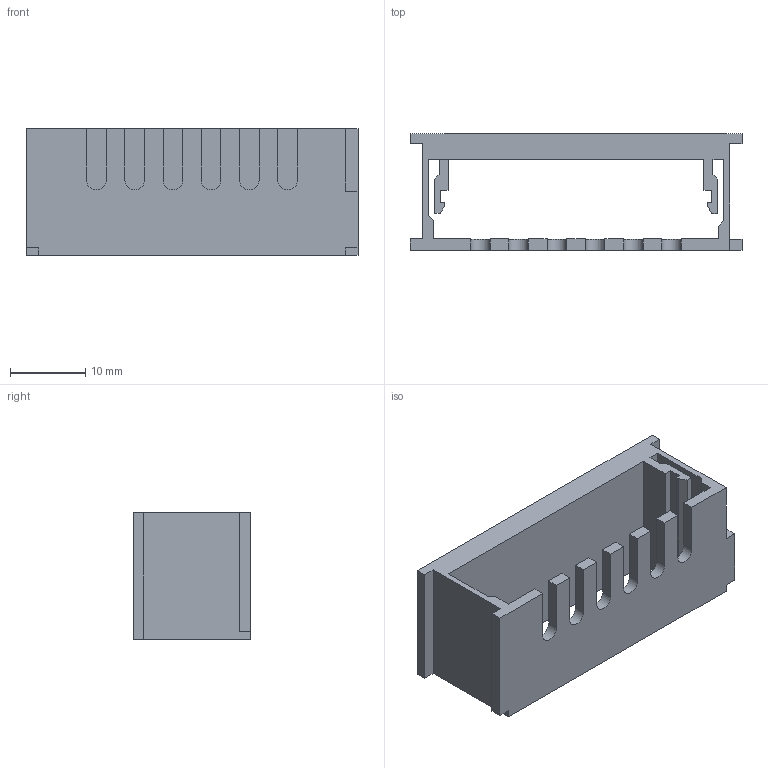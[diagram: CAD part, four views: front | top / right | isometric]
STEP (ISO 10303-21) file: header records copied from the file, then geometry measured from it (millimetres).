
FILE_DESCRIPTION(/* description */ (''),/* implementation_level */ '2;1');
FILE_NAME(/* name */ '100123082ugm000_b.stp',/* time_stamp */ '2017-03-21T13:15:16+01:00',/* author */ (''),/* organization */ (''),/* preprocessor_version */ 'ST-DEVELOPER v16',/* originating_system */ 'SIEMENS PLM Software NX 10.0',/* authorisation */ '');
FILE_SCHEMA (('AUTOMOTIVE_DESIGN { 1 0 10303 214 3 1 1 1 }'));
Length unit declared in the file: millimetre
Products named in the file (1): 100123082ugm000_b
Bounding box: 44.12 x 15.5 x 16.85 mm (x, y, z)
Volume: 3736.2 mm3; surface area: 4582.7 mm2
Topology: 1 solids, 1 shells, 94 faces, 273 edges, 182 vertices
Faces by surface type: plane 70, cone 18, cylinder 6
Entity records: 2923 total; most frequent: CARTESIAN_POINT 514, ORIENTED_EDGE 474, DIRECTION 457, EDGE_CURVE 237, LINE 207, VECTOR 207, VERTEX_POINT 182, AXIS2_PLACEMENT_3D 125
